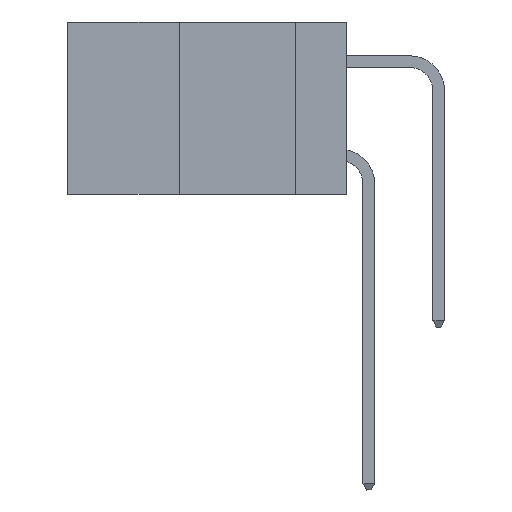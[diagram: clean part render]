
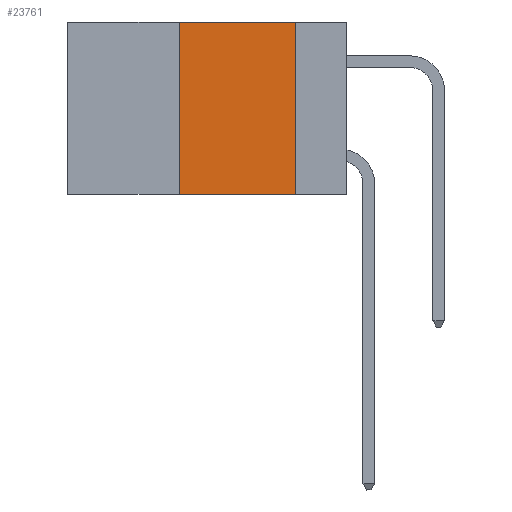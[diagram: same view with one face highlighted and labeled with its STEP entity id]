
A CAD part, left-side view. The second image highlights one B-rep face of the part: STEP entity #23761.
In plain terms, the highlighted planar face has unit normal (-1, 0, 0).
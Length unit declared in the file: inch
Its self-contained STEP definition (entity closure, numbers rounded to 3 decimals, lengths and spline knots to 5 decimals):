
#576 = EDGE_CURVE ( 'NONE', #11686, #2463, #9786, .T. ) ;
#711 = CARTESIAN_POINT ( 'NONE',  ( 0., 0.36, 0. ) ) ;
#1077 = VECTOR ( 'NONE', #27217, 39.37008 ) ;
#2439 = LINE ( 'NONE', #14929, #1077 ) ;
#2463 = VERTEX_POINT ( 'NONE', #24898 ) ;
#3019 = CARTESIAN_POINT ( 'NONE',  ( 0., 0.36, -0.37 ) ) ;
#3045 = VECTOR ( 'NONE', #20693, 39.37008 ) ;
#3631 = CARTESIAN_POINT ( 'NONE',  ( 0., 0.36, 0. ) ) ;
#7189 = EDGE_LOOP ( 'NONE', ( #27657, #37968, #17256, #31142 ) ) ;
#9786 = LINE ( 'NONE', #24739, #21733 ) ;
#9892 = CARTESIAN_POINT ( 'NONE',  ( 0., 0.6, 0. ) ) ;
#11686 = VERTEX_POINT ( 'NONE', #3019 ) ;
#12504 = EDGE_CURVE ( 'NONE', #35941, #36349, #27449, .T. ) ;
#12804 = LINE ( 'NONE', #711, #33497 ) ;
#14929 = CARTESIAN_POINT ( 'NONE',  ( 0., 0.11, 0. ) ) ;
#17256 = ORIENTED_EDGE ( 'NONE', *, *, #32230, .F. ) ;
#19452 = AXIS2_PLACEMENT_3D ( 'NONE', #9892, #22379, #34422 ) ;
#20693 = DIRECTION ( 'NONE',  ( 0., -1., 0. ) ) ;
#21733 = VECTOR ( 'NONE', #31646, 39.37008 ) ;
#22379 = DIRECTION ( 'NONE',  ( 1., 0., 0. ) ) ;
#22579 = PLANE ( 'NONE',  #19452 ) ;
#23761 = ADVANCED_FACE ( 'NONE', ( #25853 ), #22579, .F. ) ;
#23777 = CARTESIAN_POINT ( 'NONE',  ( 0., 0.11, 0. ) ) ;
#24739 = CARTESIAN_POINT ( 'NONE',  ( 0., 0.6, -0.37 ) ) ;
#24898 = CARTESIAN_POINT ( 'NONE',  ( 0., 0.11, -0.37 ) ) ;
#25853 = FACE_OUTER_BOUND ( 'NONE', #7189, .T. ) ;
#26712 = EDGE_CURVE ( 'NONE', #36349, #2463, #2439, .T. ) ;
#27217 = DIRECTION ( 'NONE',  ( 0., 0., -1. ) ) ;
#27449 = LINE ( 'NONE', #39891, #3045 ) ;
#27657 = ORIENTED_EDGE ( 'NONE', *, *, #26712, .F. ) ;
#31142 = ORIENTED_EDGE ( 'NONE', *, *, #576, .T. ) ;
#31646 = DIRECTION ( 'NONE',  ( 0., -1., 0. ) ) ;
#32230 = EDGE_CURVE ( 'NONE', #11686, #35941, #12804, .T. ) ;
#33497 = VECTOR ( 'NONE', #35462, 39.37008 ) ;
#34422 = DIRECTION ( 'NONE',  ( 0., 0., -1. ) ) ;
#35462 = DIRECTION ( 'NONE',  ( 0., 0., 1. ) ) ;
#35941 = VERTEX_POINT ( 'NONE', #3631 ) ;
#36349 = VERTEX_POINT ( 'NONE', #23777 ) ;
#37968 = ORIENTED_EDGE ( 'NONE', *, *, #12504, .F. ) ;
#39891 = CARTESIAN_POINT ( 'NONE',  ( 0., 0.6, 0. ) ) ;
